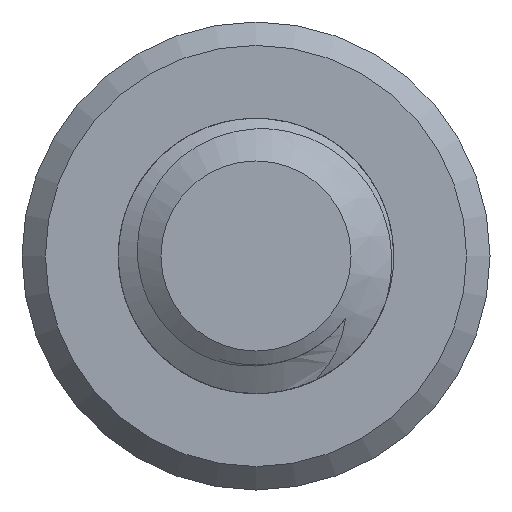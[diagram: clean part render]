
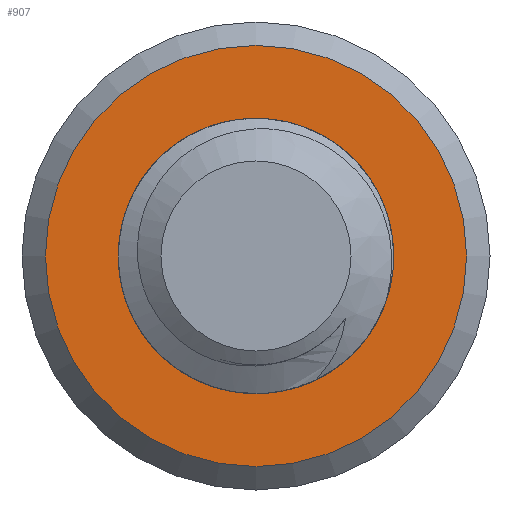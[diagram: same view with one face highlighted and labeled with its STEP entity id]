
A CAD part, left-side view. The second image highlights one B-rep face of the part: STEP entity #907.
In plain terms, the highlighted face is planar.
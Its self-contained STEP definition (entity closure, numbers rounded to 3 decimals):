
#20=FACE_BOUND('',#145,.T.);
#23=PLANE('',#990);
#89=FACE_OUTER_BOUND('',#144,.T.);
#144=EDGE_LOOP('',(#788));
#145=EDGE_LOOP('',(#789,#790,#791,#792));
#158=CIRCLE('',#936,2.5);
#162=CIRCLE('',#970,3.825);
#168=CIRCLE('',#981,1.98);
#241=B_SPLINE_CURVE_WITH_KNOTS('',3,(#3968,#3969,#3970,#3971,#3972,#3973,
#3974,#3975,#3976,#3977,#3978,#3979,#3980,#3981,#3982,#3983),
 .UNSPECIFIED.,.F.,.F.,(4,2,2,2,2,2,2,4),(0.,0.052,0.102,
0.179,0.282,0.412,0.537,
0.687),.UNSPECIFIED.);
#242=B_SPLINE_CURVE_WITH_KNOTS('',3,(#4418,#4419,#4420,#4421,#4422,#4423,
#4424,#4425,#4426,#4427,#4428,#4429,#4430,#4431,#4432,#4433,#4434,#4435),
 .UNSPECIFIED.,.F.,.F.,(4,2,2,2,2,2,2,2,4),(0.,0.07,0.135,
0.224,0.26,0.316,0.376,
0.427,0.497),.UNSPECIFIED.);
#337=VERTEX_POINT('',#1198);
#338=VERTEX_POINT('',#1211);
#401=VERTEX_POINT('',#3423);
#410=VERTEX_POINT('',#3494);
#411=VERTEX_POINT('',#3507);
#424=EDGE_CURVE('',#337,#338,#158,.T.);
#517=EDGE_CURVE('',#401,#401,#162,.T.);
#531=EDGE_CURVE('',#411,#410,#168,.T.);
#535=EDGE_CURVE('',#410,#338,#241,.T.);
#536=EDGE_CURVE('',#337,#411,#242,.T.);
#788=ORIENTED_EDGE('',*,*,#517,.T.);
#789=ORIENTED_EDGE('',*,*,#424,.F.);
#790=ORIENTED_EDGE('',*,*,#536,.T.);
#791=ORIENTED_EDGE('',*,*,#531,.T.);
#792=ORIENTED_EDGE('',*,*,#535,.T.);
#907=ADVANCED_FACE('',(#89,#20),#23,.F.);
#936=AXIS2_PLACEMENT_3D('',#1212,#1011,#1012);
#970=AXIS2_PLACEMENT_3D('',#3425,#1109,#1110);
#981=AXIS2_PLACEMENT_3D('',#3508,#1134,#1135);
#990=AXIS2_PLACEMENT_3D('',#4447,#1152,#1153);
#1011=DIRECTION('center_axis',(0.,0.,1.));
#1012=DIRECTION('ref_axis',(1.,0.,0.));
#1109=DIRECTION('center_axis',(0.,0.,1.));
#1110=DIRECTION('ref_axis',(-1.,0.,0.));
#1134=DIRECTION('center_axis',(0.,0.,-1.));
#1135=DIRECTION('ref_axis',(1.,0.,0.));
#1152=DIRECTION('center_axis',(0.,0.,-1.));
#1153=DIRECTION('ref_axis',(-1.,0.,0.));
#1198=CARTESIAN_POINT('',(0.,2.5,-12.));
#1211=CARTESIAN_POINT('',(-1.752,1.784,-12.));
#1212=CARTESIAN_POINT('Origin',(0.,0.,-12.));
#3423=CARTESIAN_POINT('',(3.825,0.,-12.));
#3425=CARTESIAN_POINT('Origin',(0.,0.,-12.));
#3494=CARTESIAN_POINT('',(0.,-1.98,-12.));
#3507=CARTESIAN_POINT('',(1.388,-1.413,-12.));
#3508=CARTESIAN_POINT('Origin',(0.,0.,-12.));
#3968=CARTESIAN_POINT('Ctrl Pts',(0.,-1.98,
-12.));
#3969=CARTESIAN_POINT('Ctrl Pts',(-0.173,-1.998,-12.));
#3970=CARTESIAN_POINT('Ctrl Pts',(-0.348,-1.994,
-12.));
#3971=CARTESIAN_POINT('Ctrl Pts',(-0.685,-1.943,
-12.));
#3972=CARTESIAN_POINT('Ctrl Pts',(-0.846,-1.898,
-12.));
#3973=CARTESIAN_POINT('Ctrl Pts',(-1.238,-1.738,-12.));
#3974=CARTESIAN_POINT('Ctrl Pts',(-1.456,-1.597,-12.));
#3975=CARTESIAN_POINT('Ctrl Pts',(-1.891,-1.185,-12.));
#3976=CARTESIAN_POINT('Ctrl Pts',(-2.045,-0.923,-12.));
#3977=CARTESIAN_POINT('Ctrl Pts',(-2.26,-0.439,
-12.));
#3978=CARTESIAN_POINT('Ctrl Pts',(-2.326,-0.148,
-12.));
#3979=CARTESIAN_POINT('Ctrl Pts',(-2.347,0.432,-12.));
#3980=CARTESIAN_POINT('Ctrl Pts',(-2.304,0.716,-12.));
#3981=CARTESIAN_POINT('Ctrl Pts',(-2.101,1.306,-12.));
#3982=CARTESIAN_POINT('Ctrl Pts',(-1.928,1.576,-12.));
#3983=CARTESIAN_POINT('Ctrl Pts',(-1.752,1.784,-12.));
#4418=CARTESIAN_POINT('Ctrl Pts',(0.,2.5,
-12.));
#4419=CARTESIAN_POINT('Ctrl Pts',(0.234,2.481,-12.));
#4420=CARTESIAN_POINT('Ctrl Pts',(0.464,2.428,-12.));
#4421=CARTESIAN_POINT('Ctrl Pts',(0.881,2.264,-12.));
#4422=CARTESIAN_POINT('Ctrl Pts',(1.069,2.159,-12.));
#4423=CARTESIAN_POINT('Ctrl Pts',(1.478,1.851,-12.));
#4424=CARTESIAN_POINT('Ctrl Pts',(1.68,1.629,-12.));
#4425=CARTESIAN_POINT('Ctrl Pts',(1.898,1.273,-12.));
#4426=CARTESIAN_POINT('Ctrl Pts',(1.967,1.145,-12.));
#4427=CARTESIAN_POINT('Ctrl Pts',(2.117,0.751,-12.));
#4428=CARTESIAN_POINT('Ctrl Pts',(2.165,0.494,-12.));
#4429=CARTESIAN_POINT('Ctrl Pts',(2.167,-0.039,-12.));
#4430=CARTESIAN_POINT('Ctrl Pts',(2.115,-0.311,-12.));
#4431=CARTESIAN_POINT('Ctrl Pts',(1.927,-0.78,-12.));
#4432=CARTESIAN_POINT('Ctrl Pts',(1.825,-0.938,-12.));
#4433=CARTESIAN_POINT('Ctrl Pts',(1.647,-1.179,-12.));
#4434=CARTESIAN_POINT('Ctrl Pts',(1.525,-1.305,-12.));
#4435=CARTESIAN_POINT('Ctrl Pts',(1.388,-1.413,-12.));
#4447=CARTESIAN_POINT('Origin',(0.,0.,-12.));
